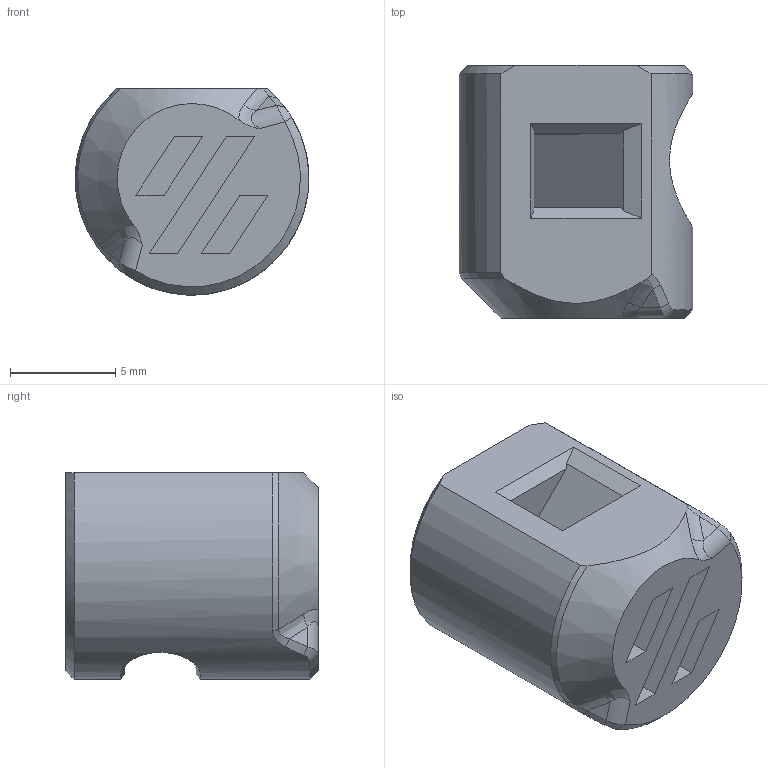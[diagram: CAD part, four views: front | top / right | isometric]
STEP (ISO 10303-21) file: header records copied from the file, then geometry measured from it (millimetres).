
FILE_DESCRIPTION(/* description */ (''),/* implementation_level */ '2;1');
FILE_NAME(/* name */ 'C - A CamLock v5.step',/* time_stamp */ '2023-08-05T10:55:23-08:00',/* author */ (''),/* organization */ (''),/* preprocessor_version */ 'ST-DEVELOPER v20',/* originating_system */ 'Autodesk Translation Framework v12.9.0.99',/* authorisation */ '');
FILE_SCHEMA (('AUTOMOTIVE_DESIGN { 1 0 10303 214 3 1 1 }'));
Length unit declared in the file: millimetre
Products named in the file (1): C - A CamLock
Bounding box: 11.1 x 12 x 9.8 mm (x, y, z)
Volume: 643.5 mm3; surface area: 833 mm2
Topology: 1 solids, 1 shells, 77 faces, 191 edges, 120 vertices
Faces by surface type: plane 38, cylinder 15, bspline 15, cone 8, torus 1
Full cylindrical faces by diameter (mm): 6.2 x1
Entity records: 4322 total; most frequent: CARTESIAN_POINT 2561, ORIENTED_EDGE 382, DIRECTION 311, EDGE_CURVE 191, VERTEX_POINT 120, LINE 109, VECTOR 109, AXIS2_PLACEMENT_3D 101
